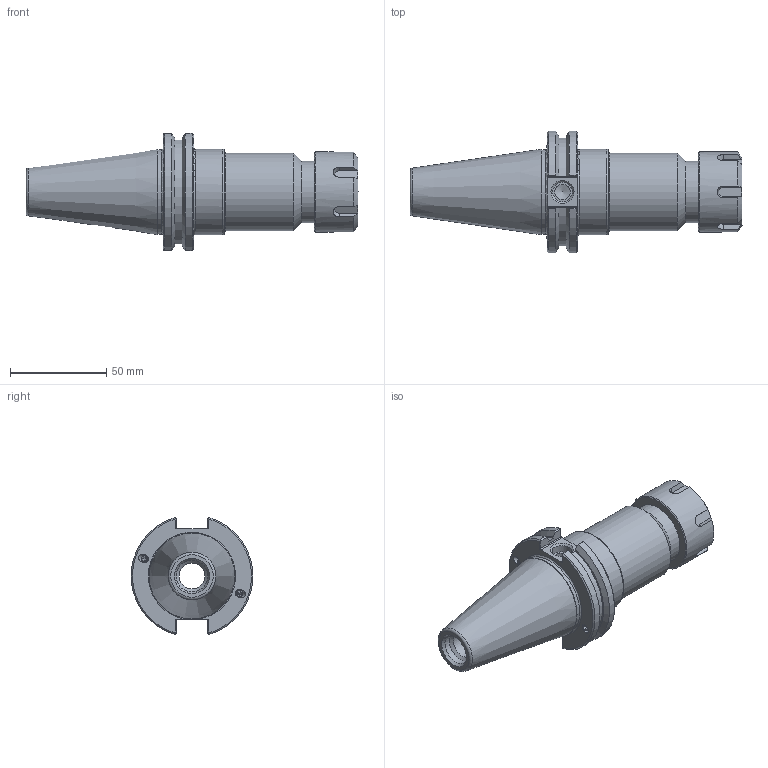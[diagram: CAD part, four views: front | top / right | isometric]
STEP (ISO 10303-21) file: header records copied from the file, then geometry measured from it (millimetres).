
FILE_DESCRIPTION(/* description */ ('ER COLLET CHUCK'),/* implementation_level */ '2;1');
FILE_NAME(/* name */ 'C40BC-25ERP412.stp',/* time_stamp */ '2017-02-13T08:54:46-05:00',/* author */ ('davhar'),/* organization */ (''),/* preprocessor_version */ 'ST-DEVELOPER v16.1',/* originating_system */ 'Autodesk Inventor 2016',/* authorisation */ '10.1 in^3');
FILE_SCHEMA (('AUTOMOTIVE_DESIGN { 1 0 10303 214 3 1 1 }'));
Length unit declared in the file: inch
Products named in the file (4): C40BCB-25ER4-1; 25ERPN; 029-965; C40BC-25ERP412
Assembly tree (6 placements, depth 2):
  C40BC-25ERP412
    C40BCB-25ER4-1
    25ERPN
    029-965  x4
Bounding box: 172.91 x 63.26 x 61.05 mm (x, y, z)
Volume: 181501.3 mm3; surface area: 40721.8 mm2
Topology: 6 solids, 6 shells, 213 faces, 501 edges, 320 vertices
Faces by surface type: plane 100, cylinder 54, cone 45, torus 10, sphere 4
Full cylindrical faces by diameter (mm): 3.3 x4, 4 x8, 4.1 x4, 4.2 x4, 8.001 x1, 10.135 x1, 13.386 x1, 15.748 x1, 16.459 x1, 18.034 x1, 20.599 x1, 24.13 x1, 26.086 x1, 30.912 x1, 32 x1, 32.512 x1, 40.513 x1, 41.732 x1, 43.942 x1, 44.45 x1
Entity records: 4829 total; most frequent: CARTESIAN_POINT 1077, DIRECTION 748, ORIENTED_EDGE 662, EDGE_CURVE 331, AXIS2_PLACEMENT_3D 306, EDGE_LOOP 248, VERTEX_POINT 243, FACE_OUTER_BOUND 165
